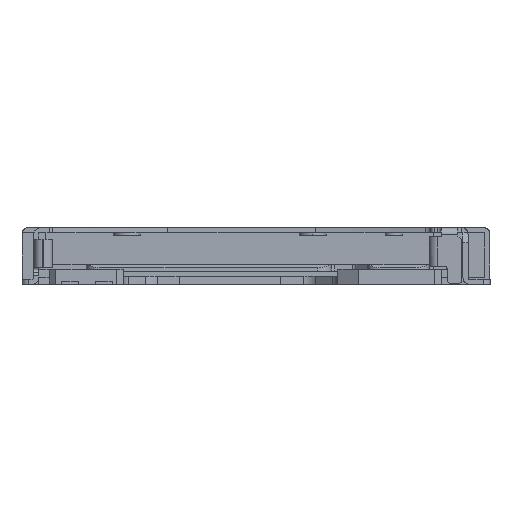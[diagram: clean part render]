
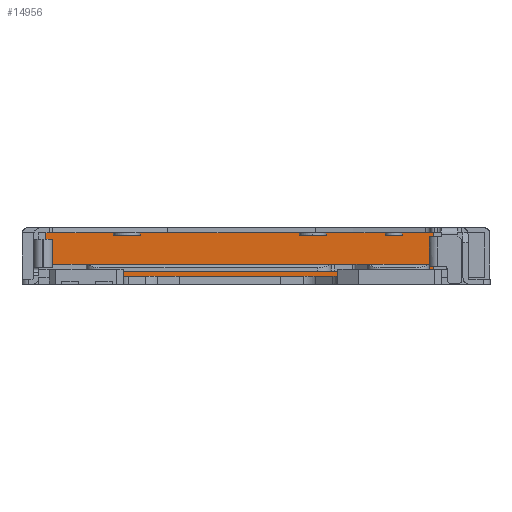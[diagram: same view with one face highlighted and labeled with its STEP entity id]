
A CAD part, front view. The second image highlights one B-rep face of the part: STEP entity #14956.
In plain terms, the highlighted planar face has unit normal (0, -1, 0).
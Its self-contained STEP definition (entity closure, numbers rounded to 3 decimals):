
#17 = CARTESIAN_POINT ( 'NONE',  ( 0., 153.612, 0. ) ) ;
#38 = CARTESIAN_POINT ( 'NONE',  ( 169.015, 153.612, 0. ) ) ;
#205 = DIRECTION ( 'NONE',  ( -1., 0., 0. ) ) ;
#220 = ORIENTED_EDGE ( 'NONE', *, *, #2517, .T. ) ;
#409 = EDGE_CURVE ( 'NONE', #928, #8942, #13750, .T. ) ;
#574 = ORIENTED_EDGE ( 'NONE', *, *, #409, .T. ) ;
#622 = DIRECTION ( 'NONE',  ( 1., 0., 0. ) ) ;
#928 = VERTEX_POINT ( 'NONE', #8923 ) ;
#1069 = ORIENTED_EDGE ( 'NONE', *, *, #13290, .T. ) ;
#1151 = ORIENTED_EDGE ( 'NONE', *, *, #19937, .F. ) ;
#1189 = ORIENTED_EDGE ( 'NONE', *, *, #5549, .F. ) ;
#1534 = EDGE_CURVE ( 'NONE', #3384, #7145, #1976, .T. ) ;
#1573 = LINE ( 'NONE', #5606, #6891 ) ;
#1976 = LINE ( 'NONE', #16731, #10883 ) ;
#2291 = CARTESIAN_POINT ( 'NONE',  ( 170.455, 153.612, 0. ) ) ;
#2441 = CARTESIAN_POINT ( 'NONE',  ( 158.965, 153.612, 0. ) ) ;
#2483 = VECTOR ( 'NONE', #205, 1000. ) ;
#2517 = EDGE_CURVE ( 'NONE', #8324, #7145, #3611, .T. ) ;
#2919 = CARTESIAN_POINT ( 'NONE',  ( 161.765, 153.612, 0. ) ) ;
#2967 = CARTESIAN_POINT ( 'NONE',  ( 170.455, 153.612, 1.53 ) ) ;
#2994 = EDGE_CURVE ( 'NONE', #11281, #6976, #8657, .T. ) ;
#3384 = VERTEX_POINT ( 'NONE', #6353 ) ;
#3521 = VECTOR ( 'NONE', #22776, 1000. ) ;
#3593 = VECTOR ( 'NONE', #19583, 1000. ) ;
#3611 = LINE ( 'NONE', #19482, #13031 ) ;
#3714 = DIRECTION ( 'NONE',  ( 1., 0., 0. ) ) ;
#4367 = VECTOR ( 'NONE', #8380, 1000. ) ;
#4494 = VECTOR ( 'NONE', #13205, 1000. ) ;
#4720 = EDGE_CURVE ( 'NONE', #928, #13572, #19949, .T. ) ;
#4994 = LINE ( 'NONE', #21851, #9106 ) ;
#5050 = CARTESIAN_POINT ( 'NONE',  ( 169.865, 153.612, 1.53 ) ) ;
#5148 = VERTEX_POINT ( 'NONE', #5050 ) ;
#5186 = VERTEX_POINT ( 'NONE', #19453 ) ;
#5458 = PLANE ( 'NONE',  #9658 ) ;
#5549 = EDGE_CURVE ( 'NONE', #17571, #5148, #8064, .T. ) ;
#5606 = CARTESIAN_POINT ( 'NONE',  ( 0., 153.612, 0.24 ) ) ;
#5656 = ORIENTED_EDGE ( 'NONE', *, *, #14152, .T. ) ;
#5769 = EDGE_CURVE ( 'NONE', #14247, #5186, #13014, .T. ) ;
#6353 = CARTESIAN_POINT ( 'NONE',  ( 166.465, 153.612, 1.45 ) ) ;
#6735 = DIRECTION ( 'NONE',  ( 1., 0., 0. ) ) ;
#6809 = ORIENTED_EDGE ( 'NONE', *, *, #16746, .F. ) ;
#6891 = VECTOR ( 'NONE', #17923, 1000. ) ;
#6976 = VERTEX_POINT ( 'NONE', #21575 ) ;
#7145 = VERTEX_POINT ( 'NONE', #13310 ) ;
#7161 = CARTESIAN_POINT ( 'NONE',  ( 167.265, 153.612, 1.53 ) ) ;
#7243 = DIRECTION ( 'NONE',  ( 0., 0., -1. ) ) ;
#7541 = EDGE_CURVE ( 'NONE', #14064, #5186, #18206, .T. ) ;
#7568 = ORIENTED_EDGE ( 'NONE', *, *, #8390, .T. ) ;
#7637 = CARTESIAN_POINT ( 'NONE',  ( 161.765, 153.612, 1.45 ) ) ;
#7717 = VECTOR ( 'NONE', #15289, 1000. ) ;
#8064 = LINE ( 'NONE', #11904, #21046 ) ;
#8324 = VERTEX_POINT ( 'NONE', #7161 ) ;
#8380 = DIRECTION ( 'NONE',  ( 0., 0., 1. ) ) ;
#8390 = EDGE_CURVE ( 'NONE', #6976, #18952, #1573, .T. ) ;
#8600 = DIRECTION ( 'NONE',  ( -1., 0., 0. ) ) ;
#8657 = LINE ( 'NONE', #2441, #4494 ) ;
#8923 = CARTESIAN_POINT ( 'NONE',  ( 160.965, 153.612, 1.45 ) ) ;
#8942 = VERTEX_POINT ( 'NONE', #16937 ) ;
#9106 = VECTOR ( 'NONE', #622, 1000. ) ;
#9294 = CARTESIAN_POINT ( 'NONE',  ( 169.665, 153.612, 1.53 ) ) ;
#9537 = LINE ( 'NONE', #2291, #17804 ) ;
#9637 = CARTESIAN_POINT ( 'NONE',  ( 169.515, 153.612, 1.53 ) ) ;
#9658 = AXIS2_PLACEMENT_3D ( 'NONE', #17, #17775, #7243 ) ;
#9813 = VECTOR ( 'NONE', #15602, 1000. ) ;
#9927 = VECTOR ( 'NONE', #10129, 1000. ) ;
#10129 = DIRECTION ( 'NONE',  ( -1., 0., 0. ) ) ;
#10406 = VERTEX_POINT ( 'NONE', #9637 ) ;
#10706 = DIRECTION ( 'NONE',  ( 0., 0., -1. ) ) ;
#10880 = CARTESIAN_POINT ( 'NONE',  ( 0., 153.612, 1.53 ) ) ;
#10883 = VECTOR ( 'NONE', #15743, 1000. ) ;
#11273 = ORIENTED_EDGE ( 'NONE', *, *, #22984, .T. ) ;
#11281 = VERTEX_POINT ( 'NONE', #14205 ) ;
#11601 = ORIENTED_EDGE ( 'NONE', *, *, #14233, .F. ) ;
#11904 = CARTESIAN_POINT ( 'NONE',  ( 0., 153.612, 1.53 ) ) ;
#12473 = EDGE_CURVE ( 'NONE', #11281, #8942, #4994, .T. ) ;
#12525 = ORIENTED_EDGE ( 'NONE', *, *, #13370, .T. ) ;
#12866 = LINE ( 'NONE', #14289, #22271 ) ;
#12910 = DIRECTION ( 'NONE',  ( 0., 0., -1. ) ) ;
#13014 = LINE ( 'NONE', #38, #3593 ) ;
#13031 = VECTOR ( 'NONE', #10706, 1000. ) ;
#13061 = ORIENTED_EDGE ( 'NONE', *, *, #7541, .T. ) ;
#13086 = ORIENTED_EDGE ( 'NONE', *, *, #2994, .T. ) ;
#13187 = FACE_OUTER_BOUND ( 'NONE', #19877, .T. ) ;
#13205 = DIRECTION ( 'NONE',  ( 0., 0., -1. ) ) ;
#13290 = EDGE_CURVE ( 'NONE', #17571, #10406, #15156, .T. ) ;
#13310 = CARTESIAN_POINT ( 'NONE',  ( 167.265, 153.612, 1.45 ) ) ;
#13370 = EDGE_CURVE ( 'NONE', #3384, #20696, #17626, .T. ) ;
#13527 = VECTOR ( 'NONE', #8600, 1000. ) ;
#13572 = VERTEX_POINT ( 'NONE', #7637 ) ;
#13750 = LINE ( 'NONE', #14957, #4367 ) ;
#13763 = ORIENTED_EDGE ( 'NONE', *, *, #4720, .F. ) ;
#13790 = VERTEX_POINT ( 'NONE', #2967 ) ;
#13820 = CARTESIAN_POINT ( 'NONE',  ( 169.515, 153.612, 0. ) ) ;
#13821 = CARTESIAN_POINT ( 'NONE',  ( 0., 153.612, 1.45 ) ) ;
#14064 = VERTEX_POINT ( 'NONE', #16669 ) ;
#14152 = EDGE_CURVE ( 'NONE', #14855, #13572, #21241, .T. ) ;
#14205 = CARTESIAN_POINT ( 'NONE',  ( 158.965, 153.612, 1.53 ) ) ;
#14233 = EDGE_CURVE ( 'NONE', #14855, #20696, #20113, .T. ) ;
#14247 = VERTEX_POINT ( 'NONE', #19073 ) ;
#14289 = CARTESIAN_POINT ( 'NONE',  ( 164.965, 153.612, 1.53 ) ) ;
#14496 = CARTESIAN_POINT ( 'NONE',  ( 170.455, 153.612, 0.24 ) ) ;
#14852 = VECTOR ( 'NONE', #6735, 1000. ) ;
#14855 = VERTEX_POINT ( 'NONE', #17553 ) ;
#14956 = ADVANCED_FACE ( 'NONE', ( #13187 ), #5458, .T. ) ;
#14957 = CARTESIAN_POINT ( 'NONE',  ( 160.965, 153.612, 0. ) ) ;
#15156 = LINE ( 'NONE', #18989, #9927 ) ;
#15289 = DIRECTION ( 'NONE',  ( 0., 0., -1. ) ) ;
#15321 = ORIENTED_EDGE ( 'NONE', *, *, #5769, .F. ) ;
#15507 = LINE ( 'NONE', #10880, #2483 ) ;
#15514 = CARTESIAN_POINT ( 'NONE',  ( 164.965, 153.612, 1.53 ) ) ;
#15602 = DIRECTION ( 'NONE',  ( 0., 0., 1. ) ) ;
#15743 = DIRECTION ( 'NONE',  ( 1., 0., 0. ) ) ;
#16147 = CARTESIAN_POINT ( 'NONE',  ( 0., 153.612, 1.45 ) ) ;
#16467 = EDGE_CURVE ( 'NONE', #13790, #18952, #9537, .T. ) ;
#16669 = CARTESIAN_POINT ( 'NONE',  ( 169.515, 153.612, 1.45 ) ) ;
#16731 = CARTESIAN_POINT ( 'NONE',  ( 0., 153.612, 1.45 ) ) ;
#16746 = EDGE_CURVE ( 'NONE', #14064, #10406, #22805, .T. ) ;
#16937 = CARTESIAN_POINT ( 'NONE',  ( 160.965, 153.612, 1.53 ) ) ;
#17553 = CARTESIAN_POINT ( 'NONE',  ( 161.765, 153.612, 1.53 ) ) ;
#17571 = VERTEX_POINT ( 'NONE', #9294 ) ;
#17626 = LINE ( 'NONE', #19216, #3521 ) ;
#17775 = DIRECTION ( 'NONE',  ( 0., -1., 0. ) ) ;
#17804 = VECTOR ( 'NONE', #12910, 1000. ) ;
#17834 = DIRECTION ( 'NONE',  ( 1., 0., 0. ) ) ;
#17923 = DIRECTION ( 'NONE',  ( 1., 0., 0. ) ) ;
#17966 = ORIENTED_EDGE ( 'NONE', *, *, #12473, .F. ) ;
#18206 = LINE ( 'NONE', #13821, #13527 ) ;
#18952 = VERTEX_POINT ( 'NONE', #14496 ) ;
#18989 = CARTESIAN_POINT ( 'NONE',  ( 0., 153.612, 1.53 ) ) ;
#19073 = CARTESIAN_POINT ( 'NONE',  ( 169.015, 153.612, 1.53 ) ) ;
#19216 = CARTESIAN_POINT ( 'NONE',  ( 166.465, 153.612, 0. ) ) ;
#19383 = ORIENTED_EDGE ( 'NONE', *, *, #16467, .F. ) ;
#19411 = VECTOR ( 'NONE', #17834, 1000. ) ;
#19453 = CARTESIAN_POINT ( 'NONE',  ( 169.015, 153.612, 1.45 ) ) ;
#19482 = CARTESIAN_POINT ( 'NONE',  ( 167.265, 153.612, 0. ) ) ;
#19583 = DIRECTION ( 'NONE',  ( 0., 0., -1. ) ) ;
#19877 = EDGE_LOOP ( 'NONE', ( #220, #22025, #12525, #11601, #5656, #13763, #574, #17966, #13086, #7568, #19383, #11273, #1189, #1069, #6809, #13061, #15321, #1151 ) ) ;
#19937 = EDGE_CURVE ( 'NONE', #8324, #14247, #12866, .T. ) ;
#19949 = LINE ( 'NONE', #16147, #19411 ) ;
#20113 = LINE ( 'NONE', #15514, #14852 ) ;
#20686 = DIRECTION ( 'NONE',  ( 1., 0., 0. ) ) ;
#20696 = VERTEX_POINT ( 'NONE', #21221 ) ;
#21046 = VECTOR ( 'NONE', #20686, 1000. ) ;
#21221 = CARTESIAN_POINT ( 'NONE',  ( 166.465, 153.612, 1.53 ) ) ;
#21241 = LINE ( 'NONE', #2919, #7717 ) ;
#21575 = CARTESIAN_POINT ( 'NONE',  ( 158.965, 153.612, 0.24 ) ) ;
#21851 = CARTESIAN_POINT ( 'NONE',  ( 164.965, 153.612, 1.53 ) ) ;
#22025 = ORIENTED_EDGE ( 'NONE', *, *, #1534, .F. ) ;
#22271 = VECTOR ( 'NONE', #3714, 1000. ) ;
#22776 = DIRECTION ( 'NONE',  ( 0., 0., 1. ) ) ;
#22805 = LINE ( 'NONE', #13820, #9813 ) ;
#22984 = EDGE_CURVE ( 'NONE', #13790, #5148, #15507, .T. ) ;
